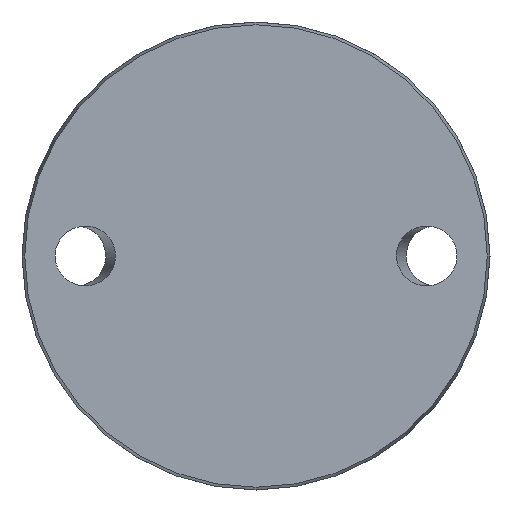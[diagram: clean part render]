
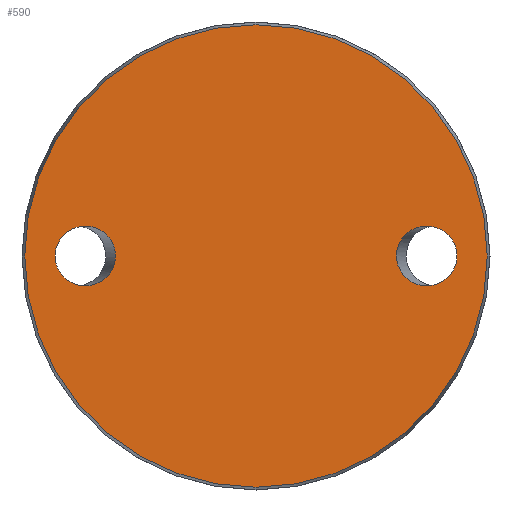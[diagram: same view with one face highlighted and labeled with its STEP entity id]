
A CAD part, front view. The second image highlights one B-rep face of the part: STEP entity #590.
In plain terms, the highlighted planar face has unit normal (0, -1, 0).
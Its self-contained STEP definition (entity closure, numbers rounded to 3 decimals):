
#9 = CARTESIAN_POINT ( 'NONE',  ( 29.413, 0., 12.5 ) ) ;
#31 = CARTESIAN_POINT ( 'NONE',  ( -48.425, 0., 0. ) ) ;
#85 = EDGE_LOOP ( 'NONE', ( #283 ) ) ;
#86 = CARTESIAN_POINT ( 'NONE',  ( 42.087, 0., -12.5 ) ) ;
#100 = CARTESIAN_POINT ( 'NONE',  ( -29.413, 0., -12.5 ) ) ;
#114 = FACE_BOUND ( 'NONE', #833, .T. ) ;
#161 = CARTESIAN_POINT ( 'NONE',  ( 42.087, 0., 12.5 ) ) ;
#163 = CARTESIAN_POINT ( 'NONE',  ( 29.413, 0., -12.5 ) ) ;
#218 = ORIENTED_EDGE ( 'NONE', *, *, #741, .F. ) ;
#280 = CARTESIAN_POINT ( 'NONE',  ( 29.413, 0., 0. ) ) ;
#283 = ORIENTED_EDGE ( 'NONE', *, *, #410, .T. ) ;
#286 = CARTESIAN_POINT ( 'NONE',  ( 0., 0., -48.425 ) ) ;
#314 = CARTESIAN_POINT ( 'NONE',  ( 29.413, 0., 0. ) ) ;
#319 = CARTESIAN_POINT ( 'NONE',  ( -42.087, 0., -12.5 ) ) ;
#404 = FACE_BOUND ( 'NONE', #85, .T. ) ;
#410 = EDGE_CURVE ( 'NONE', #419, #419, #572, .T. ) ;
#419 = VERTEX_POINT ( 'NONE', #658 ) ;
#423 = AXIS2_PLACEMENT_3D ( 'NONE', #447, #512, #752 ) ;
#440 = AXIS2_PLACEMENT_3D ( 'NONE', #31, #636, #946 ) ;
#447 = CARTESIAN_POINT ( 'NONE',  ( 0., 0., 0. ) ) ;
#506 =( BOUNDED_CURVE ( )  B_SPLINE_CURVE ( 3, ( #280, #163, #86, #606, #161, #9, #314 ),
 .UNSPECIFIED., .T., .F. ) 
 B_SPLINE_CURVE_WITH_KNOTS ( ( 4, 3, 4 ),
 ( 0., 3.142, 6.283 ),
 .UNSPECIFIED. ) 
 CURVE ( )  GEOMETRIC_REPRESENTATION_ITEM ( )  RATIONAL_B_SPLINE_CURVE ( ( 1., 0.333, 0.333, 1., 0.333, 0.333, 1. ) ) 
 REPRESENTATION_ITEM ( '' )  );
#512 = DIRECTION ( 'NONE',  ( 0., -1., 0. ) ) ;
#517 = CARTESIAN_POINT ( 'NONE',  ( 29.413, 0., 0. ) ) ;
#544 = CARTESIAN_POINT ( 'NONE',  ( -42.087, 0., 0. ) ) ;
#548 = CARTESIAN_POINT ( 'NONE',  ( -42.087, 0., 0. ) ) ;
#572 =( BOUNDED_CURVE ( )  B_SPLINE_CURVE ( 3, ( #544, #859, #785, #630, #100, #319, #548 ),
 .UNSPECIFIED., .T., .T. ) 
 B_SPLINE_CURVE_WITH_KNOTS ( ( 4, 3, 4 ),
 ( 0., 3.142, 6.283 ),
 .UNSPECIFIED. ) 
 CURVE ( )  GEOMETRIC_REPRESENTATION_ITEM ( )  RATIONAL_B_SPLINE_CURVE ( ( 1., 0.333, 0.333, 1., 0.333, 0.333, 1. ) ) 
 REPRESENTATION_ITEM ( '' )  );
#590 = ADVANCED_FACE ( 'NONE', ( #404, #114, #720 ), #714, .F. ) ;
#606 = CARTESIAN_POINT ( 'NONE',  ( 42.087, 0., 0. ) ) ;
#630 = CARTESIAN_POINT ( 'NONE',  ( -29.413, 0., 0. ) ) ;
#636 = DIRECTION ( 'NONE',  ( 0., 1., 0. ) ) ;
#658 = CARTESIAN_POINT ( 'NONE',  ( -42.087, 0., 0. ) ) ;
#663 = VERTEX_POINT ( 'NONE', #286 ) ;
#688 = EDGE_CURVE ( 'NONE', #663, #663, #865, .T. ) ;
#714 = PLANE ( 'NONE',  #440 ) ;
#720 = FACE_OUTER_BOUND ( 'NONE', #968, .T. ) ;
#741 = EDGE_CURVE ( 'NONE', #897, #897, #506, .T. ) ;
#752 = DIRECTION ( 'NONE',  ( 0., 0., -1. ) ) ;
#785 = CARTESIAN_POINT ( 'NONE',  ( -29.413, 0., 12.5 ) ) ;
#805 = ORIENTED_EDGE ( 'NONE', *, *, #688, .T. ) ;
#833 = EDGE_LOOP ( 'NONE', ( #218 ) ) ;
#859 = CARTESIAN_POINT ( 'NONE',  ( -42.087, 0., 12.5 ) ) ;
#865 = CIRCLE ( 'NONE', #423, 48.425 ) ;
#897 = VERTEX_POINT ( 'NONE', #517 ) ;
#946 = DIRECTION ( 'NONE',  ( 0., 0., 1. ) ) ;
#968 = EDGE_LOOP ( 'NONE', ( #805 ) ) ;
